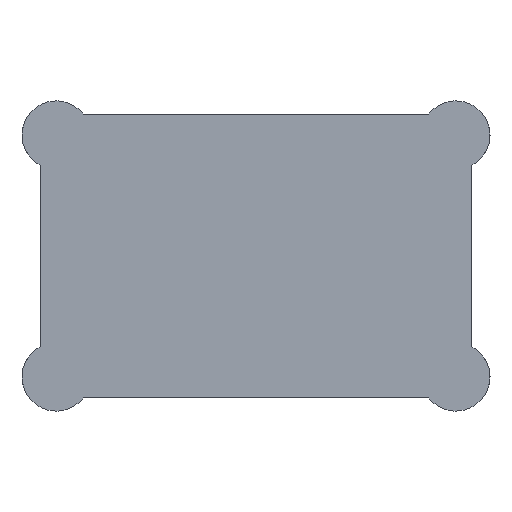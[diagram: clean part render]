
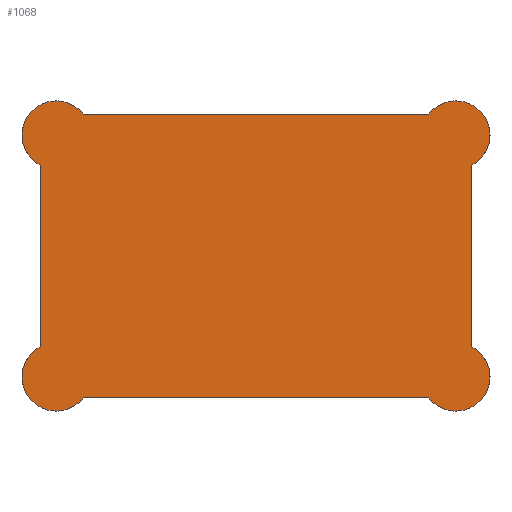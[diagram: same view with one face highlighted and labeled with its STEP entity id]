
A CAD part, front view. The second image highlights one B-rep face of the part: STEP entity #1068.
In plain terms, the highlighted planar face has unit normal (0, -1, 0).
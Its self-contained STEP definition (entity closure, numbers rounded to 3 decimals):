
#78=PLANE('',#1195);
#137=FACE_OUTER_BOUND('',#221,.T.);
#221=EDGE_LOOP('',(#982,#983,#984,#985,#986,#987,#988,#989));
#306=LINE('',#1777,#402);
#310=LINE('',#1786,#406);
#313=LINE('',#1794,#409);
#316=LINE('',#1802,#412);
#402=VECTOR('',#1470,10.);
#406=VECTOR('',#1480,10.);
#409=VECTOR('',#1489,10.);
#412=VECTOR('',#1498,10.);
#458=CIRCLE('',#1184,6.5);
#459=CIRCLE('',#1187,6.5);
#460=CIRCLE('',#1190,6.5);
#461=CIRCLE('',#1193,6.5);
#550=VERTEX_POINT('',#1775);
#551=VERTEX_POINT('',#1776);
#552=VERTEX_POINT('',#1781);
#553=VERTEX_POINT('',#1785);
#554=VERTEX_POINT('',#1789);
#555=VERTEX_POINT('',#1793);
#556=VERTEX_POINT('',#1797);
#557=VERTEX_POINT('',#1801);
#686=EDGE_CURVE('',#550,#551,#306,.T.);
#689=EDGE_CURVE('',#552,#550,#458,.T.);
#691=EDGE_CURVE('',#553,#552,#310,.T.);
#693=EDGE_CURVE('',#554,#553,#459,.T.);
#695=EDGE_CURVE('',#555,#554,#313,.T.);
#697=EDGE_CURVE('',#556,#555,#460,.T.);
#699=EDGE_CURVE('',#557,#556,#316,.T.);
#701=EDGE_CURVE('',#551,#557,#461,.T.);
#982=ORIENTED_EDGE('',*,*,#701,.F.);
#983=ORIENTED_EDGE('',*,*,#686,.F.);
#984=ORIENTED_EDGE('',*,*,#689,.F.);
#985=ORIENTED_EDGE('',*,*,#691,.F.);
#986=ORIENTED_EDGE('',*,*,#693,.F.);
#987=ORIENTED_EDGE('',*,*,#695,.F.);
#988=ORIENTED_EDGE('',*,*,#697,.F.);
#989=ORIENTED_EDGE('',*,*,#699,.F.);
#1068=ADVANCED_FACE('',(#137),#78,.F.);
#1184=AXIS2_PLACEMENT_3D('',#1782,#1475,#1476);
#1187=AXIS2_PLACEMENT_3D('',#1790,#1484,#1485);
#1190=AXIS2_PLACEMENT_3D('',#1798,#1493,#1494);
#1193=AXIS2_PLACEMENT_3D('',#1805,#1502,#1503);
#1195=AXIS2_PLACEMENT_3D('',#1807,#1506,#1507);
#1470=DIRECTION('',(-1.,0.,0.));
#1475=DIRECTION('center_axis',(0.,1.,0.));
#1476=DIRECTION('ref_axis',(1.,0.,0.));
#1480=DIRECTION('',(0.,0.,-1.));
#1484=DIRECTION('center_axis',(0.,1.,0.));
#1485=DIRECTION('ref_axis',(1.,0.,0.));
#1489=DIRECTION('',(1.,0.,0.));
#1493=DIRECTION('center_axis',(0.,1.,0.));
#1494=DIRECTION('ref_axis',(1.,0.,0.));
#1498=DIRECTION('',(0.,0.,1.));
#1502=DIRECTION('center_axis',(0.,1.,0.));
#1503=DIRECTION('ref_axis',(1.,0.,0.));
#1506=DIRECTION('center_axis',(0.,1.,0.));
#1507=DIRECTION('ref_axis',(1.,0.,0.));
#1775=CARTESIAN_POINT('',(66.863,1.,-100.005));
#1776=CARTESIAN_POINT('',(1.11,1.,-100.005));
#1777=CARTESIAN_POINT('',(74.987,1.,-100.005));
#1781=CARTESIAN_POINT('',(74.987,1.,-90.239));
#1782=CARTESIAN_POINT('Origin',(71.987,1.,-96.005));
#1785=CARTESIAN_POINT('',(74.987,1.,-55.772));
#1786=CARTESIAN_POINT('',(74.987,1.,-46.005));
#1789=CARTESIAN_POINT('',(66.863,1.,-46.005));
#1790=CARTESIAN_POINT('Origin',(71.987,1.,-50.005));
#1793=CARTESIAN_POINT('',(1.11,1.,-46.005));
#1794=CARTESIAN_POINT('',(-7.013,1.,-46.005));
#1797=CARTESIAN_POINT('',(-7.013,1.,-55.772));
#1798=CARTESIAN_POINT('Origin',(-4.013,1.,-50.005));
#1801=CARTESIAN_POINT('',(-7.013,1.,-90.239));
#1802=CARTESIAN_POINT('',(-7.013,1.,-100.005));
#1805=CARTESIAN_POINT('Origin',(-4.013,1.,-96.005));
#1807=CARTESIAN_POINT('Origin',(33.987,1.,-73.005));
